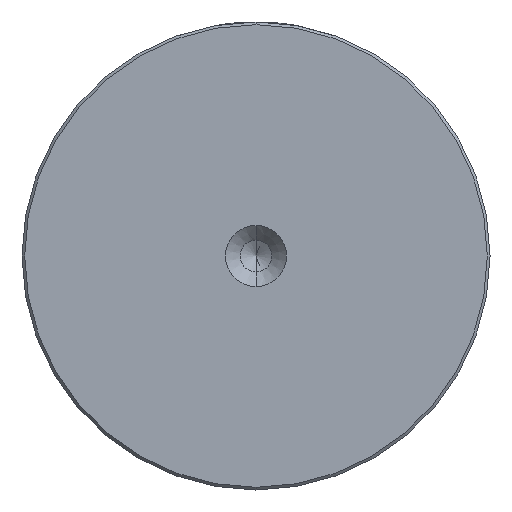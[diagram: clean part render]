
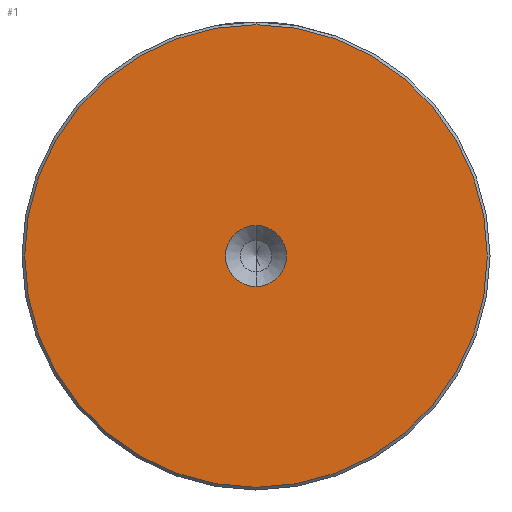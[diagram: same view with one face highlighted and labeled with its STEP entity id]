
A CAD part, left-side view. The second image highlights one B-rep face of the part: STEP entity #1.
In plain terms, the highlighted planar face has unit normal (-1, 0, 0).
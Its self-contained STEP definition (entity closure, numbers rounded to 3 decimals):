
#1 = ADVANCED_FACE ( 'NONE', ( #2291, #1792 ), #427, .T. ) ;
#152 = CARTESIAN_POINT ( 'NONE',  ( 0., 0., -42.5 ) ) ;
#193 = DIRECTION ( 'NONE',  ( 0., 0., 1. ) ) ;
#322 = CARTESIAN_POINT ( 'NONE',  ( 0., 0., 0. ) ) ;
#377 = DIRECTION ( 'NONE',  ( -1., 0., 0. ) ) ;
#390 = DIRECTION ( 'NONE',  ( 0., 0., 1. ) ) ;
#394 = CARTESIAN_POINT ( 'NONE',  ( 0., 0., 42.5 ) ) ;
#403 = DIRECTION ( 'NONE',  ( -1., 0., 0. ) ) ;
#414 = CARTESIAN_POINT ( 'NONE',  ( 0., 0., 0. ) ) ;
#427 = PLANE ( 'NONE',  #1872 ) ;
#463 = CARTESIAN_POINT ( 'NONE',  ( 0., 0., 0. ) ) ;
#509 = ORIENTED_EDGE ( 'NONE', *, *, #918, .T. ) ;
#527 = CARTESIAN_POINT ( 'NONE',  ( 0., 0., 5.6 ) ) ;
#600 = EDGE_CURVE ( 'NONE', #1306, #2407, #1117, .T. ) ;
#661 = DIRECTION ( 'NONE',  ( 0., 0., 1. ) ) ;
#741 = CARTESIAN_POINT ( 'NONE',  ( 0., 0., -5.6 ) ) ;
#789 = CIRCLE ( 'NONE', #1039, 5.6 ) ;
#918 = EDGE_CURVE ( 'NONE', #2485, #2006, #1156, .T. ) ;
#919 = DIRECTION ( 'NONE',  ( -1., 0., 0. ) ) ;
#929 = DIRECTION ( 'NONE',  ( 0., 0., 1. ) ) ;
#1039 = AXIS2_PLACEMENT_3D ( 'NONE', #463, #1845, #661 ) ;
#1073 = EDGE_LOOP ( 'NONE', ( #509, #1198 ) ) ;
#1115 = DIRECTION ( 'NONE',  ( -1., 0., 0. ) ) ;
#1117 = CIRCLE ( 'NONE', #1978, 5.6 ) ;
#1156 = CIRCLE ( 'NONE', #1912, 42.5 ) ;
#1198 = ORIENTED_EDGE ( 'NONE', *, *, #2378, .T. ) ;
#1306 = VERTEX_POINT ( 'NONE', #741 ) ;
#1327 = CARTESIAN_POINT ( 'NONE',  ( 0., 0., 0. ) ) ;
#1395 = AXIS2_PLACEMENT_3D ( 'NONE', #2071, #919, #2298 ) ;
#1397 = EDGE_LOOP ( 'NONE', ( #1979, #2362 ) ) ;
#1792 = FACE_BOUND ( 'NONE', #1397, .T. ) ;
#1845 = DIRECTION ( 'NONE',  ( -1., 0., 0. ) ) ;
#1872 = AXIS2_PLACEMENT_3D ( 'NONE', #322, #377, #193 ) ;
#1912 = AXIS2_PLACEMENT_3D ( 'NONE', #1327, #1115, #929 ) ;
#1978 = AXIS2_PLACEMENT_3D ( 'NONE', #414, #403, #390 ) ;
#1979 = ORIENTED_EDGE ( 'NONE', *, *, #2112, .F. ) ;
#2006 = VERTEX_POINT ( 'NONE', #394 ) ;
#2071 = CARTESIAN_POINT ( 'NONE',  ( 0., 0., 0. ) ) ;
#2112 = EDGE_CURVE ( 'NONE', #2407, #1306, #789, .T. ) ;
#2265 = CIRCLE ( 'NONE', #1395, 42.5 ) ;
#2291 = FACE_OUTER_BOUND ( 'NONE', #1073, .T. ) ;
#2298 = DIRECTION ( 'NONE',  ( 0., 0., 1. ) ) ;
#2362 = ORIENTED_EDGE ( 'NONE', *, *, #600, .F. ) ;
#2378 = EDGE_CURVE ( 'NONE', #2006, #2485, #2265, .T. ) ;
#2407 = VERTEX_POINT ( 'NONE', #527 ) ;
#2485 = VERTEX_POINT ( 'NONE', #152 ) ;
